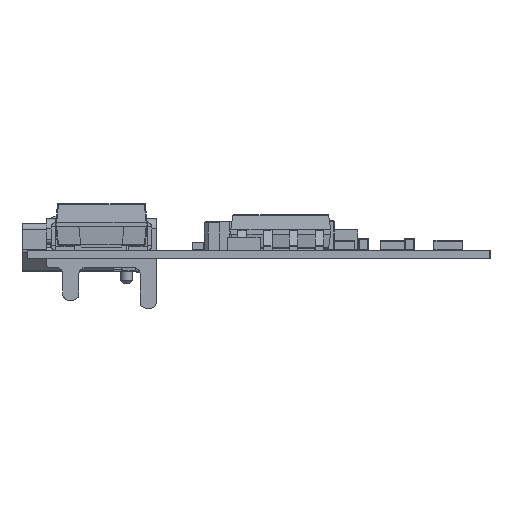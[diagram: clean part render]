
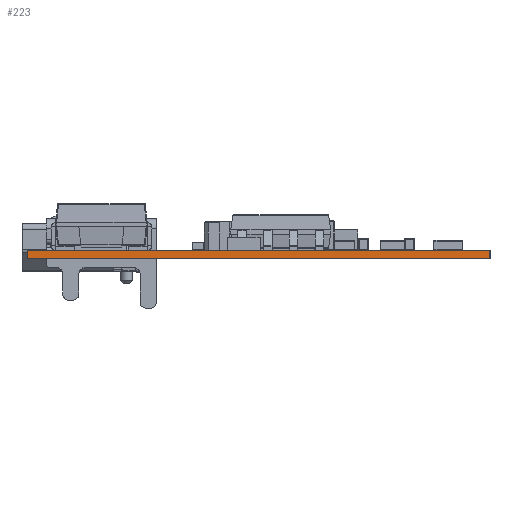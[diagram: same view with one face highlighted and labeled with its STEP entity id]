
A CAD part, left-side view. The second image highlights one B-rep face of the part: STEP entity #223.
In plain terms, the highlighted planar face has unit normal (-1, 0, 0).
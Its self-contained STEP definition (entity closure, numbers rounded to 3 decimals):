
#125 = EDGE_CURVE('',#126,#128,#130,.T.);
#126 = VERTEX_POINT('',#127);
#127 = CARTESIAN_POINT('',(78.359,94.234,0.));
#128 = VERTEX_POINT('',#129);
#129 = CARTESIAN_POINT('',(78.359,94.234,0.411));
#130 = LINE('',#131,#132);
#131 = CARTESIAN_POINT('',(78.359,94.234,0.));
#132 = VECTOR('',#133,1.);
#133 = DIRECTION('',(0.,0.,1.));
#198 = VERTEX_POINT('',#199);
#199 = CARTESIAN_POINT('',(78.359,116.967,0.411));
#205 = EDGE_CURVE('',#206,#198,#208,.T.);
#206 = VERTEX_POINT('',#207);
#207 = CARTESIAN_POINT('',(78.359,116.967,0.));
#208 = LINE('',#209,#210);
#209 = CARTESIAN_POINT('',(78.359,116.967,0.));
#210 = VECTOR('',#211,1.);
#211 = DIRECTION('',(0.,0.,1.));
#223 = ADVANCED_FACE('',(#224),#240,.F.);
#224 = FACE_BOUND('',#225,.F.);
#225 = EDGE_LOOP('',(#226,#227,#233,#234));
#226 = ORIENTED_EDGE('',*,*,#205,.T.);
#227 = ORIENTED_EDGE('',*,*,#228,.T.);
#228 = EDGE_CURVE('',#198,#128,#229,.T.);
#229 = LINE('',#230,#231);
#230 = CARTESIAN_POINT('',(78.359,116.967,0.411));
#231 = VECTOR('',#232,1.);
#232 = DIRECTION('',(0.,-1.,0.));
#233 = ORIENTED_EDGE('',*,*,#125,.F.);
#234 = ORIENTED_EDGE('',*,*,#235,.F.);
#235 = EDGE_CURVE('',#206,#126,#236,.T.);
#236 = LINE('',#237,#238);
#237 = CARTESIAN_POINT('',(78.359,116.967,0.));
#238 = VECTOR('',#239,1.);
#239 = DIRECTION('',(0.,-1.,0.));
#240 = PLANE('',#241);
#241 = AXIS2_PLACEMENT_3D('',#242,#243,#244);
#242 = CARTESIAN_POINT('',(78.359,116.967,0.));
#243 = DIRECTION('',(1.,0.,0.));
#244 = DIRECTION('',(0.,-1.,0.));
